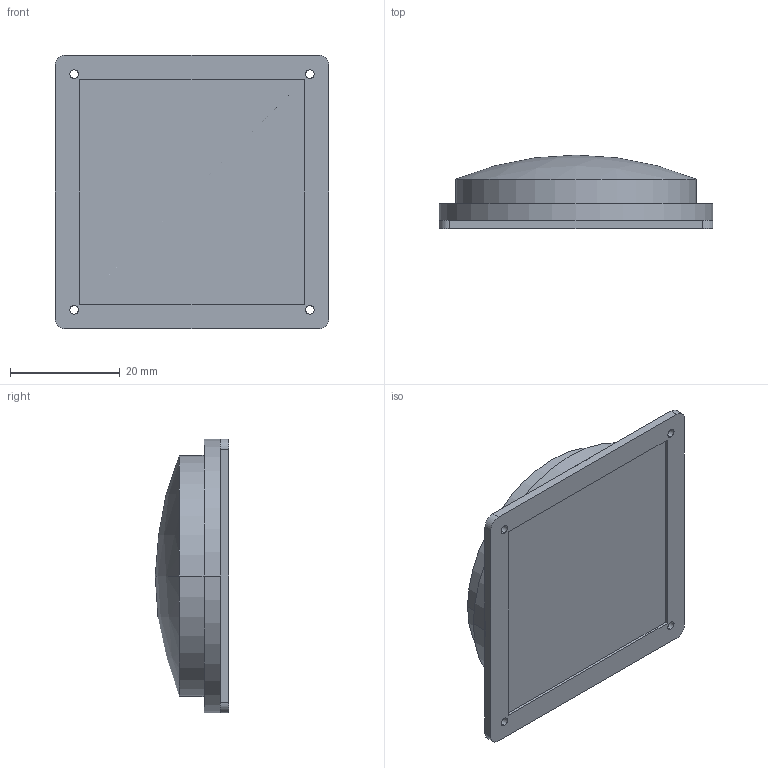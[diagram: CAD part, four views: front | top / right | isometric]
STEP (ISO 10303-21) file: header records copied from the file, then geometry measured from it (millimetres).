
FILE_DESCRIPTION (( 'STEP AP203' ), '1' );
FILE_NAME ('10000001_Transmetteurs-cuivre.STEP', '2021-04-07T09:11:31', ( '' ), ( '' ), 'SwSTEP 2.0', 'SolidWorks 2014', '' );
FILE_SCHEMA (( 'CONFIG_CONTROL_DESIGN' ));
Length unit declared in the file: millimetre
Products named in the file (1): 10000001_Transmetteurs-cuivre
Bounding box: 50 x 13.4 x 50 mm (x, y, z)
Volume: 19014.9 mm3; surface area: 6538.2 mm2
Topology: 1 solids, 1 shells, 33 faces, 80 edges, 51 vertices
Faces by surface type: cylinder 16, plane 15, sphere 2
Entity records: 1067 total; most frequent: DIRECTION 184, CARTESIAN_POINT 165, ORIENTED_EDGE 160, EDGE_CURVE 80, AXIS2_PLACEMENT_3D 70, VERTEX_POINT 51, VECTOR 44, LINE 44
